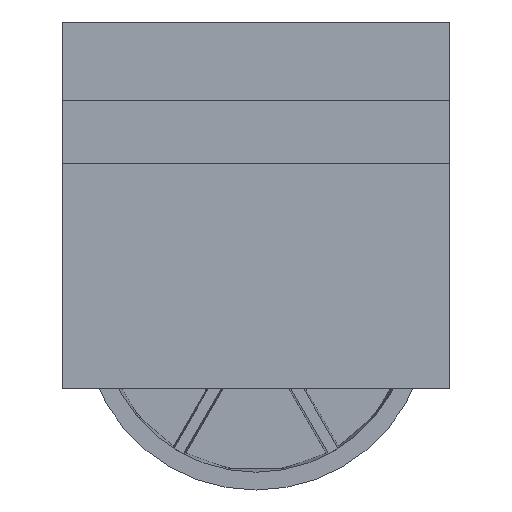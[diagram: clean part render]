
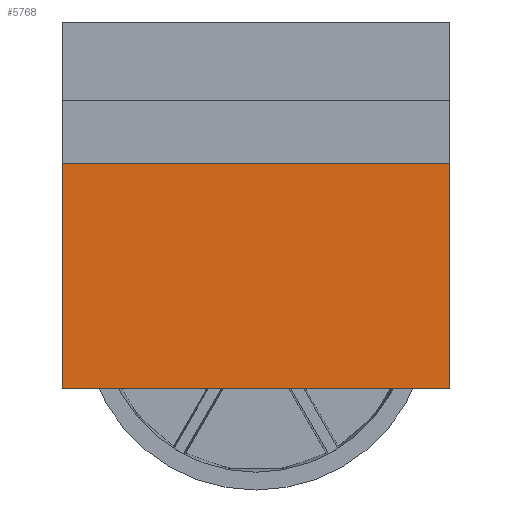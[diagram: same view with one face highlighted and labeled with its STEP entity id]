
A CAD part, left-side view. The second image highlights one B-rep face of the part: STEP entity #5768.
In plain terms, the highlighted planar face has unit normal (-1, 0, 0).
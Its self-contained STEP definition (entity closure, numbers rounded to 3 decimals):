
#366=FACE_OUTER_BOUND('',#674,.T.);
#674=EDGE_LOOP('',(#4023,#4024,#4025,#4026));
#998=LINE('',#8261,#1650);
#1060=LINE('',#8412,#1712);
#1129=LINE('',#8559,#1781);
#1130=LINE('',#8561,#1782);
#1650=VECTOR('',#6594,21.5);
#1712=VECTOR('',#6690,21.5);
#1781=VECTOR('',#6833,37.);
#1782=VECTOR('',#6836,37.);
#2308=VERTEX_POINT('',#8258);
#2309=VERTEX_POINT('',#8260);
#2380=VERTEX_POINT('',#8409);
#2381=VERTEX_POINT('',#8411);
#2897=EDGE_CURVE('',#2309,#2308,#998,.T.);
#2973=EDGE_CURVE('',#2380,#2381,#1060,.T.);
#3049=EDGE_CURVE('',#2308,#2381,#1129,.T.);
#3050=EDGE_CURVE('',#2309,#2380,#1130,.T.);
#4023=ORIENTED_EDGE('',*,*,#3049,.T.);
#4024=ORIENTED_EDGE('',*,*,#2973,.F.);
#4025=ORIENTED_EDGE('',*,*,#3050,.F.);
#4026=ORIENTED_EDGE('',*,*,#2897,.T.);
#5520=PLANE('',#6110);
#5768=ADVANCED_FACE('',(#366),#5520,.T.);
#6110=AXIS2_PLACEMENT_3D('',#8560,#6834,#6835);
#6594=DIRECTION('',(0.,0.,1.));
#6690=DIRECTION('',(0.,0.,1.));
#6833=DIRECTION('',(0.,1.,0.));
#6834=DIRECTION('center_axis',(-1.,0.,0.));
#6835=DIRECTION('ref_axis',(0.,0.,1.));
#6836=DIRECTION('',(0.,1.,0.));
#8258=CARTESIAN_POINT('',(-19.6,16.5,-13.5));
#8260=CARTESIAN_POINT('',(-19.6,16.5,-35.));
#8261=CARTESIAN_POINT('',(-19.6,16.5,-35.));
#8409=CARTESIAN_POINT('',(-19.6,53.5,-35.));
#8411=CARTESIAN_POINT('',(-19.6,53.5,-13.5));
#8412=CARTESIAN_POINT('',(-19.6,53.5,-35.));
#8559=CARTESIAN_POINT('',(-19.6,16.5,-13.5));
#8560=CARTESIAN_POINT('Origin',(-19.6,-55.5,-35.));
#8561=CARTESIAN_POINT('',(-19.6,16.5,-35.));
